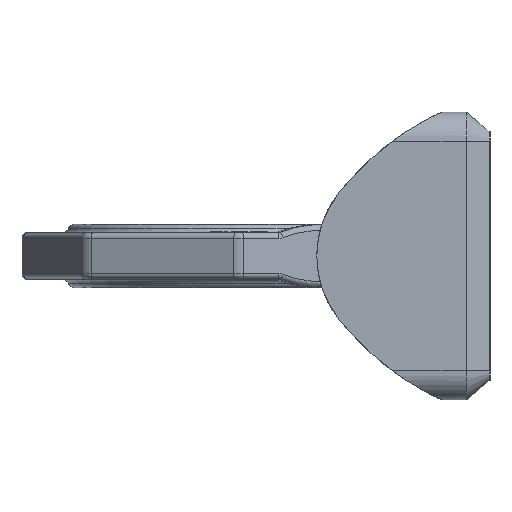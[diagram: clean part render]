
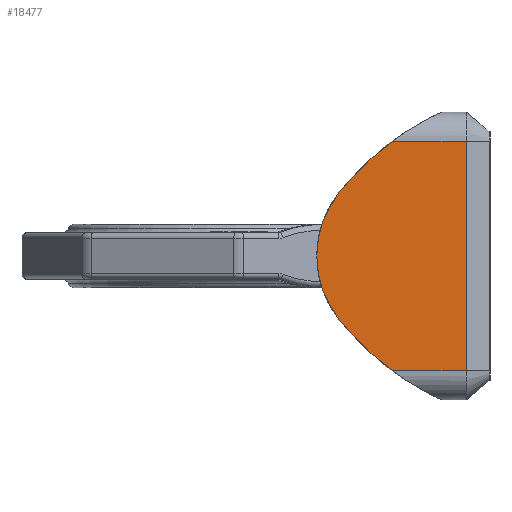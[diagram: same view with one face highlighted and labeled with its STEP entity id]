
A CAD part, left-side view. The second image highlights one B-rep face of the part: STEP entity #18477.
In plain terms, the highlighted face is planar.
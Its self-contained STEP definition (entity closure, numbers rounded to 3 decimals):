
#15773=CARTESIAN_POINT('',(0.,61.5,130.));
#15774=DIRECTION('',(0.,0.,1.));
#15775=DIRECTION('',(0.623,0.782,0.));
#15776=AXIS2_PLACEMENT_3D('',#15773,#15774,#15775);
#15801=CARTESIAN_POINT('',(-98.,83.366,130.));
#16649=CARTESIAN_POINT('',(-96.839,-60.167,130.));
#16650=DIRECTION('',(0.,0.,-1.));
#16651=DIRECTION('',(0.623,0.782,0.));
#16652=AXIS2_PLACEMENT_3D('',#16649,#16650,#16651);
#16654=DIRECTION('',(0.,-1.,0.));
#16655=VECTOR('',#16654,63.106);
#16656=CARTESIAN_POINT('',(98.,83.366,130.));
#16657=LINE('',#16656,#16655);
#16658=DIRECTION('',(0.,-1.,0.));
#16659=VECTOR('',#16658,63.106);
#16660=CARTESIAN_POINT('',(-98.,83.366,130.));
#16661=LINE('',#16660,#16659);
#16662=CARTESIAN_POINT('',(96.839,-60.167,130.));
#16663=DIRECTION('',(0.,0.,1.));
#16664=DIRECTION('',(-0.623,0.782,0.));
#16665=AXIS2_PLACEMENT_3D('',#16662,#16663,#16664);
#16709=CARTESIAN_POINT('',(98.,83.366,130.));
#16814=DIRECTION('',(1.,0.,0.));
#16815=VECTOR('',#16814,196.);
#16816=CARTESIAN_POINT('',(-98.,20.26,130.));
#16817=LINE('',#16816,#16815);
#17476=CARTESIAN_POINT('',(53.868,129.178,130.));
#17477=CARTESIAN_POINT('',(-53.868,129.178,130.));
#17478=VERTEX_POINT('',#17476);
#17479=VERTEX_POINT('',#17477);
#17659=VERTEX_POINT('',#15801);
#17663=VERTEX_POINT('',#16709);
#17680=CARTESIAN_POINT('',(-98.,20.26,130.));
#17681=VERTEX_POINT('',#17680);
#17696=CARTESIAN_POINT('',(98.,20.26,130.));
#17697=VERTEX_POINT('',#17696);
#18460=CARTESIAN_POINT('',(0.,0.,130.));
#18461=DIRECTION('',(0.,0.,1.));
#18462=DIRECTION('',(1.,0.,0.));
#18463=AXIS2_PLACEMENT_3D('',#18460,#18461,#18462);
#18464=PLANE('',#18463);
#18465=ORIENTED_EDGE('',*,*,#17743,.F.);
#18467=ORIENTED_EDGE('',*,*,#18466,.T.);
#18469=ORIENTED_EDGE('',*,*,#18468,.T.);
#18471=ORIENTED_EDGE('',*,*,#18470,.F.);
#18473=ORIENTED_EDGE('',*,*,#18472,.F.);
#18474=ORIENTED_EDGE('',*,*,#17761,.F.);
#18475=EDGE_LOOP('',(#18465,#18467,#18469,#18471,#18473,#18474));
#18476=FACE_OUTER_BOUND('',#18475,.F.);
#18477=ADVANCED_FACE('',(#18476),#18464,.T.);
#15777=CIRCLE('',#15776,86.499);
#16653=CIRCLE('',#16652,242.);
#16666=CIRCLE('',#16665,242.);
#17743=EDGE_CURVE('',#17478,#17479,#15777,.T.);
#17761=EDGE_CURVE('',#17479,#17659,#16666,.T.);
#18466=EDGE_CURVE('',#17478,#17663,#16653,.T.);
#18468=EDGE_CURVE('',#17663,#17697,#16657,.T.);
#18470=EDGE_CURVE('',#17681,#17697,#16817,.T.);
#18472=EDGE_CURVE('',#17659,#17681,#16661,.T.);
